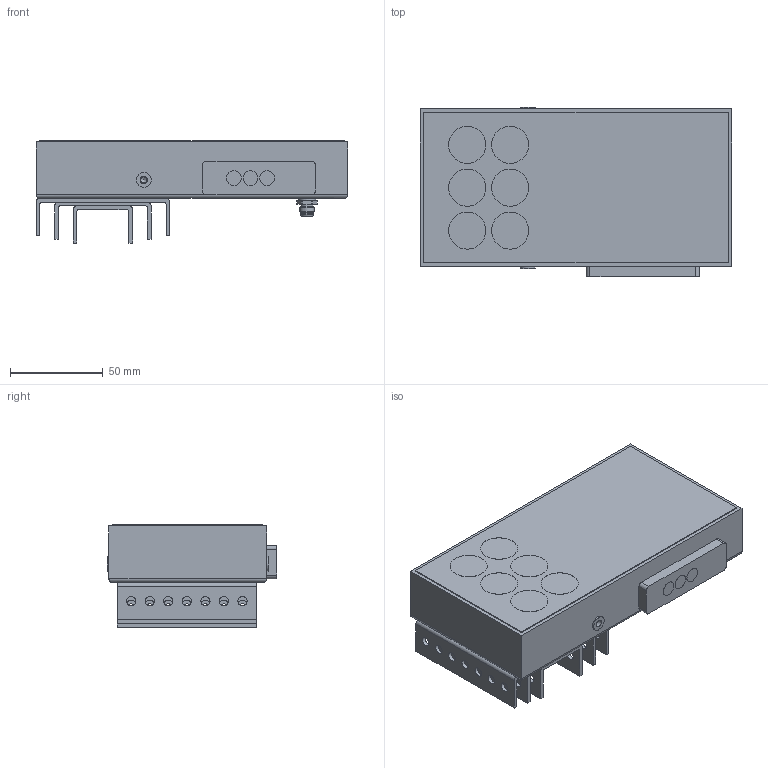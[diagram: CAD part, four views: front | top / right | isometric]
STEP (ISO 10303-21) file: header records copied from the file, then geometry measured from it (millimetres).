
FILE_DESCRIPTION(/* description */ (''),/* implementation_level */ '2;1');
FILE_NAME(/* name */ 'HLED6-3-ST',/* time_stamp */ '2018-03-12T15:13:29+01:00',/* author */ (''),/* organization */ (''),/* preprocessor_version */ 'ST-DEVELOPER v15.7',/* originating_system */ 'HiCAD 2015 2002.1 Build 408',/* authorisation */ '');
FILE_SCHEMA (('AUTOMOTIVE_DESIGN { 1 0 10303 214 1 1 1 1 }'));
Length unit declared in the file: millimetre
Products named in the file (8): Root; Baugruppe_Xled-2-VD; QUADER_0; 09-3391-00-04; QUADER_1
Assembly tree (7 placements, depth 3):
  Root
    Baugruppe_Xled-2-VD
      QUADER_0
      09-3391-00-04
      QUADER_1
      QUADER_1
      QUADER_1
      QUADER_0
Bounding box: 168 x 91.55 x 55 mm (x, y, z)
Volume: 485414.5 mm3; surface area: 88558.1 mm2
Topology: 6 solids, 6 shells, 177 faces, 480 edges, 329 vertices
Faces by surface type: cylinder 94, plane 72, cone 6, sphere 4, torus 1
Full cylindrical faces by diameter (mm): 1 x4, 3.3 x2, 4 x2, 5 x42, 5.8 x1, 6.4 x1, 6.8 x3, 7.2 x1, 8 x6, 20 x6
Entity records: 8559 total; most frequent: DIRECTION 906, CARTESIAN_POINT 801, PRESENTATION_STYLE_ASSIGNMENT 696, OVER_RIDING_STYLED_ITEM 690, COLOUR_RGB 683, DRAUGHTING_PRE_DEFINED_CURVE_FONT 676, CURVE_STYLE 676, ORIENTED_EDGE 676
